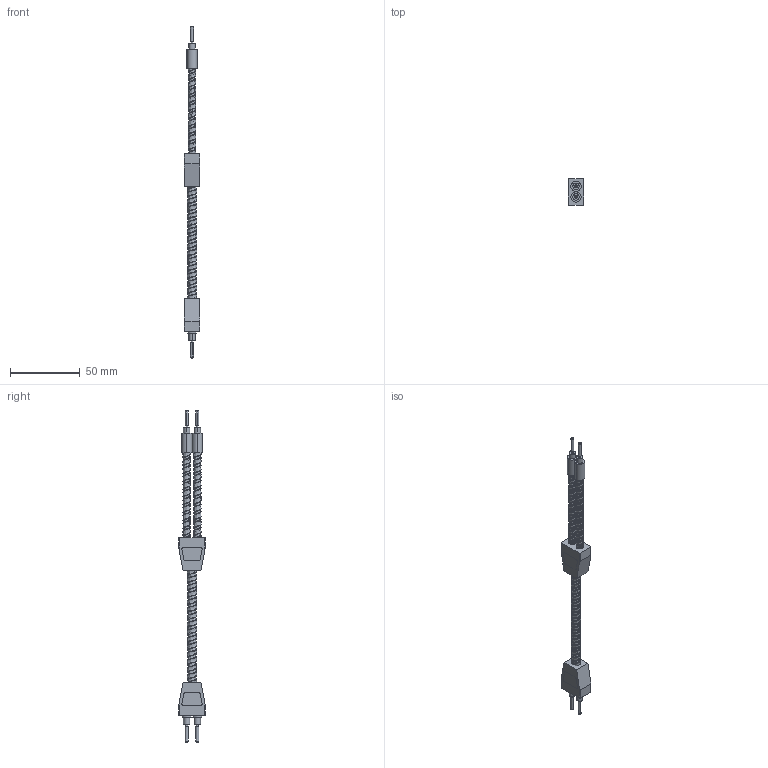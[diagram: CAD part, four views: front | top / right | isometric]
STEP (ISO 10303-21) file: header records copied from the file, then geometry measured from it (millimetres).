
FILE_DESCRIPTION((''),'2;1');
FILE_NAME('193355_ASM','2016-03-02T',('pdmadmin'),(''),'PRO/ENGINEER BY PARAMETRIC TECHNOLOGY CORPORATION, 2013230','PRO/ENGINEER BY PARAMETRIC TECHNOLOGY CORPORATION, 2013230','');
FILE_SCHEMA(('CONFIG_CONTROL_DESIGN'));
Length unit declared in the file: inch
Products named in the file (9): 40197; 10140; 15497; 15498; 36774; 39365; 56060_ASM; 56060_POTTING; 193355_ASM
Assembly tree (14 placements, depth 3):
  193355_ASM
    56060_ASM
      40197  x2
      10140  x2
      15497
      15498  x2
      36774  x2
      39365  x2
    56060_POTTING  x2
Bounding box: 11.43 x 19.05 x 237.87 mm (x, y, z)
Volume: 11580.5 mm3; surface area: 20371.4 mm2
Topology: 13 solids, 15 shells, 1266 faces, 3376 edges, 2180 vertices
Faces by surface type: plane 596, cylinder 416, bspline 210, cone 40, torus 4
Entity records: 52783 total; most frequent: CARTESIAN_POINT 36229, ORIENTED_EDGE 3550, DIRECTION 3195, EDGE_CURVE 1777, VECTOR 1149, LINE 1149, VERTEX_POINT 1140, AXIS2_PLACEMENT_3D 1023
